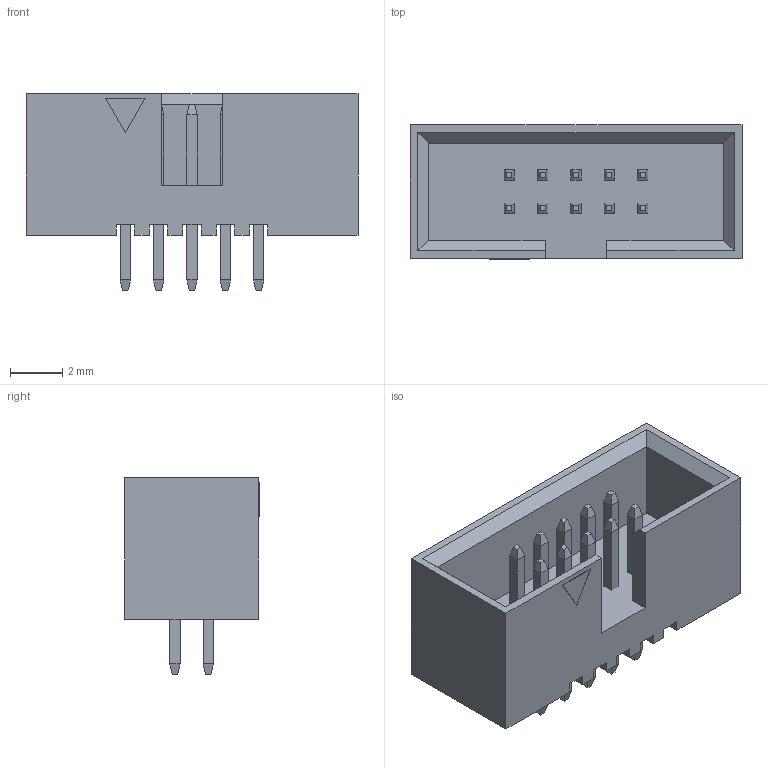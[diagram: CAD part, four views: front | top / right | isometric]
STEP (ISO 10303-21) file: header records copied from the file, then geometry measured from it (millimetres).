
FILE_DESCRIPTION( ( '' ), ' ' );
FILE_NAME( '5c350873c1b8ae14d8ad2935.step', '2019-01-08T20:30:44', ( '' ), ( '' ), ' ', ' ', ' ' );
FILE_SCHEMA( ( 'AUTOMOTIVE_DESIGN { 1 0 10303 214 1 1 1 1 }' ) );
Length unit declared in the file: metre
Products named in the file (2): Open CASCADE STEP translator 6.8 2; Open CASCADE STEP translator 6.8 1
Bounding box: 12.65 x 5.13 x 7.5 mm (x, y, z)
Volume: 199.6 mm3; surface area: 551.5 mm2
Topology: 2 solids, 2 shells, 201 faces, 504 edges, 308 vertices
Faces by surface type: plane 201
Entity records: 9920 total; most frequent: CARTESIAN_POINT 1015, ORIENTED_EDGE 1008, DIRECTION 910, STYLED_ITEM 705, PRESENTATION_STYLE_ASSIGNMENT 705, COLOUR_RGB 705, EDGE_CURVE 504, CURVE_STYLE 504
